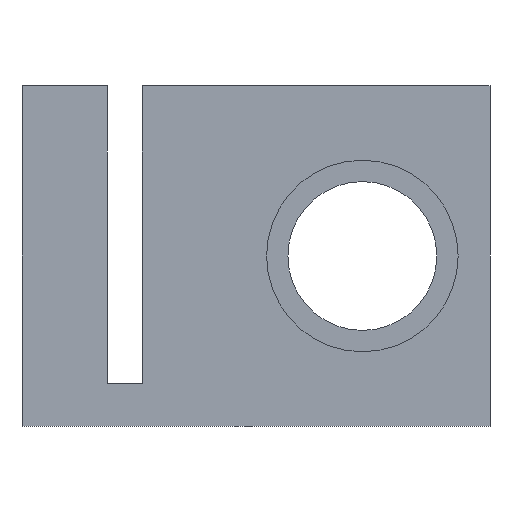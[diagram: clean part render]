
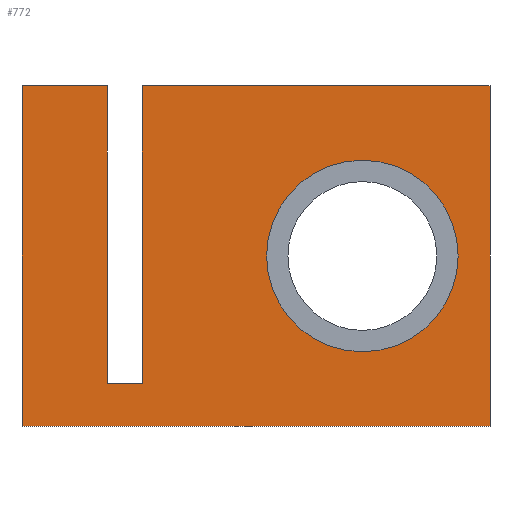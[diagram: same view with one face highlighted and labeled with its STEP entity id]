
A CAD part, front view. The second image highlights one B-rep face of the part: STEP entity #772.
In plain terms, the highlighted planar face has unit normal (0, -1, 0).
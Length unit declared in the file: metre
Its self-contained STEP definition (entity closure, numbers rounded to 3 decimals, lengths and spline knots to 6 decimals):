
#44=LINE('',#1233,#112);
#48=LINE('',#1249,#116);
#49=LINE('',#1251,#117);
#50=LINE('',#1253,#118);
#51=LINE('',#1255,#119);
#52=LINE('',#1257,#120);
#53=LINE('',#1259,#121);
#54=LINE('',#1261,#122);
#112=VECTOR('',#971,1.);
#116=VECTOR('',#985,1.);
#117=VECTOR('',#986,1.);
#118=VECTOR('',#987,1.);
#119=VECTOR('',#988,1.);
#120=VECTOR('',#989,1.);
#121=VECTOR('',#990,1.);
#122=VECTOR('',#991,1.);
#207=ORIENTED_EDGE('',*,*,#443,.T.);
#208=ORIENTED_EDGE('',*,*,#444,.F.);
#209=ORIENTED_EDGE('',*,*,#445,.F.);
#210=ORIENTED_EDGE('',*,*,#446,.F.);
#211=ORIENTED_EDGE('',*,*,#447,.F.);
#212=ORIENTED_EDGE('',*,*,#448,.F.);
#213=ORIENTED_EDGE('',*,*,#449,.F.);
#214=ORIENTED_EDGE('',*,*,#450,.T.);
#215=ORIENTED_EDGE('',*,*,#436,.F.);
#436=EDGE_CURVE('',#554,#555,#44,.T.);
#443=EDGE_CURVE('',#561,#561,#630,.T.);
#444=EDGE_CURVE('',#562,#554,#48,.T.);
#445=EDGE_CURVE('',#563,#562,#49,.T.);
#446=EDGE_CURVE('',#564,#563,#50,.T.);
#447=EDGE_CURVE('',#565,#564,#51,.T.);
#448=EDGE_CURVE('',#566,#565,#52,.T.);
#449=EDGE_CURVE('',#567,#566,#53,.T.);
#450=EDGE_CURVE('',#567,#555,#54,.T.);
#554=VERTEX_POINT('',#1232);
#555=VERTEX_POINT('',#1234);
#561=VERTEX_POINT('',#1248);
#562=VERTEX_POINT('',#1250);
#563=VERTEX_POINT('',#1252);
#564=VERTEX_POINT('',#1254);
#565=VERTEX_POINT('',#1256);
#566=VERTEX_POINT('',#1258);
#567=VERTEX_POINT('',#1260);
#630=CIRCLE('',#852,0.00225);
#658=EDGE_LOOP('',(#207));
#659=EDGE_LOOP('',(#208,#209,#210,#211,#212,#213,#214,#215));
#706=FACE_BOUND('',#658,.T.);
#707=FACE_BOUND('',#659,.T.);
#754=PLANE('',#851);
#772=ADVANCED_FACE('',(#706,#707),#754,.T.);
#851=AXIS2_PLACEMENT_3D('',#1246,#981,#982);
#852=AXIS2_PLACEMENT_3D('',#1247,#983,#984);
#971=DIRECTION('',(1.,0.,0.));
#981=DIRECTION('',(0.,-1.,0.));
#982=DIRECTION('',(0.,0.,-1.));
#983=DIRECTION('',(0.,1.,0.));
#984=DIRECTION('',(0.,0.,1.));
#985=DIRECTION('',(0.,0.,1.));
#986=DIRECTION('',(1.,0.,0.));
#987=DIRECTION('',(0.,0.,-1.));
#988=DIRECTION('',(1.,0.,0.));
#989=DIRECTION('',(0.,0.,1.));
#990=DIRECTION('',(-1.,0.,0.));
#991=DIRECTION('',(0.,0.,1.));
#1232=CARTESIAN_POINT('',(0.000825,0.,0.));
#1233=CARTESIAN_POINT('',(0.004413,0.,0.));
#1234=CARTESIAN_POINT('',(0.009,0.,0.));
#1246=CARTESIAN_POINT('',(0.004413,0.,-0.007));
#1247=CARTESIAN_POINT('',(0.006,0.,-0.004));
#1248=CARTESIAN_POINT('',(0.006,0.,-0.00175));
#1249=CARTESIAN_POINT('',(0.000825,0.,-0.007));
#1250=CARTESIAN_POINT('',(0.000825,0.,-0.007));
#1251=CARTESIAN_POINT('',(0.004413,0.,-0.007));
#1252=CARTESIAN_POINT('',(0.,0.,-0.007));
#1253=CARTESIAN_POINT('',(0.,0.,-0.0035));
#1254=CARTESIAN_POINT('',(0.,0.,0.));
#1255=CARTESIAN_POINT('',(-0.001,0.,0.));
#1256=CARTESIAN_POINT('',(-0.002,0.,0.));
#1257=CARTESIAN_POINT('',(-0.002,0.,-0.004));
#1258=CARTESIAN_POINT('',(-0.002,0.,-0.008));
#1259=CARTESIAN_POINT('',(0.0035,0.,-0.008));
#1260=CARTESIAN_POINT('',(0.009,0.,-0.008));
#1261=CARTESIAN_POINT('',(0.009,0.,-0.006));
